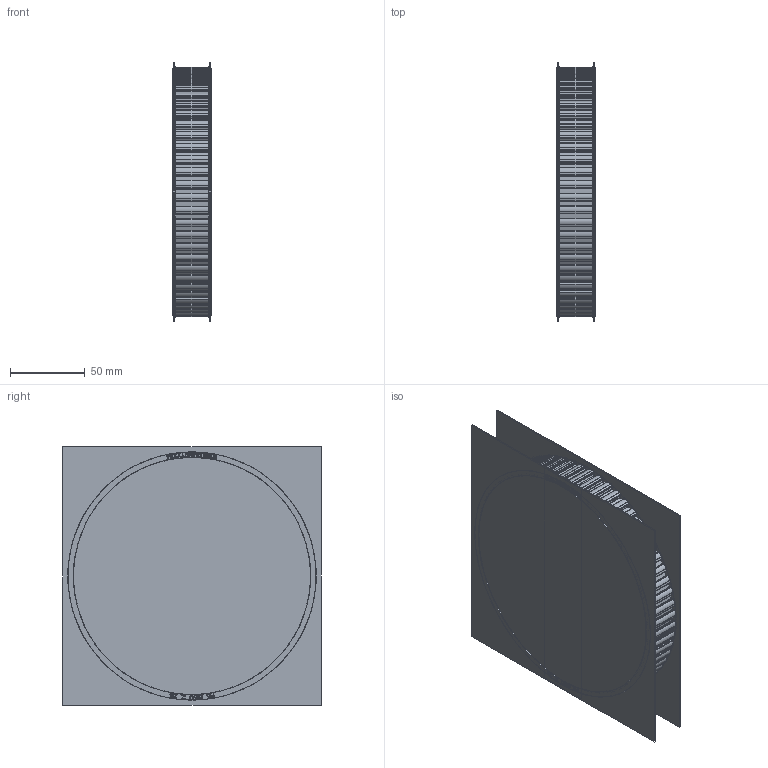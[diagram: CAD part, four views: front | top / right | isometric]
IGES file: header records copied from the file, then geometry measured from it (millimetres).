
Start section:  PTC IGES file: fe8150z25.igs
Global section: file name: fe8150z25.igs; native system: Creo Parametric by Parametric Technology Corporation; preprocessor: 2013150; author: sales 4; organization: Unknown; date: 20140324.142855; units: millimetre
Bounding box: 26 x 173.12 x 173.12 mm (x, y, z)
Volume: 53759.9 mm3; surface area: 685839.6 mm2
Topology: 61 solids, 61 shells, 4466 faces, 23722 edges, 29940 vertices
Faces by surface type: bspline 2534, revolution 1932
